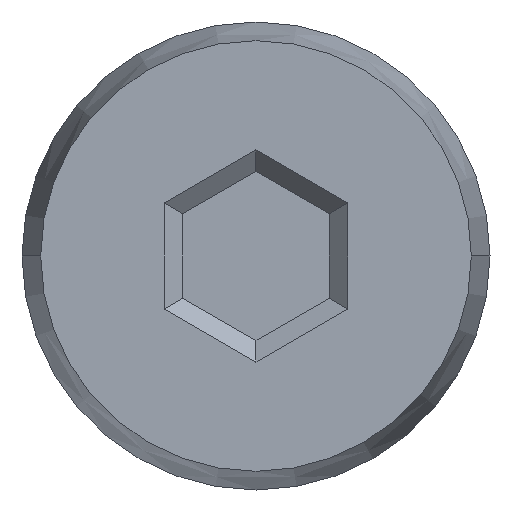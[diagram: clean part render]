
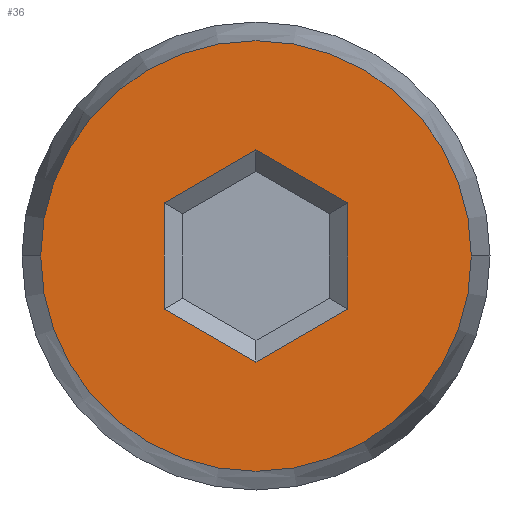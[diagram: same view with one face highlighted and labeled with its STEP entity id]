
A CAD part, left-side view. The second image highlights one B-rep face of the part: STEP entity #36.
In plain terms, the highlighted planar face has unit normal (-1, 0, 0).
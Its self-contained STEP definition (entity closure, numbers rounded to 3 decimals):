
#28 = ORIENTED_EDGE ( 'NONE', *, *, #94, .F. ) ;
#29 = ORIENTED_EDGE ( 'NONE', *, *, #59, .F. ) ;
#31 = EDGE_CURVE ( 'NONE', #65, #40, #182, .T. ) ;
#36 = ADVANCED_FACE ( 'NONE', ( #391, #390 ), #440, .T. ) ;
#37 = VERTEX_POINT ( 'NONE', #435 ) ;
#40 = VERTEX_POINT ( 'NONE', #490 ) ;
#46 = EDGE_CURVE ( 'NONE', #40, #37, #540, .T. ) ;
#50 = ORIENTED_EDGE ( 'NONE', *, *, #31, .T. ) ;
#54 = EDGE_LOOP ( 'NONE', ( #28, #29 ) ) ;
#57 = VERTEX_POINT ( 'NONE', #471 ) ;
#59 = EDGE_CURVE ( 'NONE', #96, #95, #470, .T. ) ;
#61 = ORIENTED_EDGE ( 'NONE', *, *, #66, .T. ) ;
#64 = ORIENTED_EDGE ( 'NONE', *, *, #85, .T. ) ;
#65 = VERTEX_POINT ( 'NONE', #463 ) ;
#66 = EDGE_CURVE ( 'NONE', #37, #80, #462, .T. ) ;
#67 = ORIENTED_EDGE ( 'NONE', *, *, #46, .T. ) ;
#69 = VERTEX_POINT ( 'NONE', #458 ) ;
#70 = EDGE_LOOP ( 'NONE', ( #61, #64, #73, #82, #50, #67 ) ) ;
#73 = ORIENTED_EDGE ( 'NONE', *, *, #74, .T. ) ;
#74 = EDGE_CURVE ( 'NONE', #57, #69, #456, .T. ) ;
#80 = VERTEX_POINT ( 'NONE', #362 ) ;
#81 = EDGE_CURVE ( 'NONE', #69, #65, #361, .T. ) ;
#82 = ORIENTED_EDGE ( 'NONE', *, *, #81, .T. ) ;
#85 = EDGE_CURVE ( 'NONE', #80, #57, #425, .T. ) ;
#94 = EDGE_CURVE ( 'NONE', #95, #96, #420, .T. ) ;
#95 = VERTEX_POINT ( 'NONE', #415 ) ;
#96 = VERTEX_POINT ( 'NONE', #518 ) ;
#179 = DIRECTION ( 'NONE',  ( 0., -0.866, -0.5 ) ) ;
#180 = VECTOR ( 'NONE', #179, 1000. ) ;
#181 = CARTESIAN_POINT ( 'NONE',  ( -14.401, 1.623, -0.172 ) ) ;
#182 = LINE ( 'NONE', #181, #180 ) ;
#358 = DIRECTION ( 'NONE',  ( 0., -0.866, 0.5 ) ) ;
#359 = VECTOR ( 'NONE', #358, 1000. ) ;
#360 = CARTESIAN_POINT ( 'NONE',  ( -14.401, 2.869, 0.401 ) ) ;
#361 = LINE ( 'NONE', #360, #359 ) ;
#362 = CARTESIAN_POINT ( 'NONE',  ( -14.401, 2.742, -2.404 ) ) ;
#390 = FACE_OUTER_BOUND ( 'NONE', #54, .T. ) ;
#391 = FACE_BOUND ( 'NONE', #70, .T. ) ;
#415 = CARTESIAN_POINT ( 'NONE',  ( -14.401, 5.663, -0.965 ) ) ;
#416 = DIRECTION ( 'NONE',  ( 0., 1., 0. ) ) ;
#417 = DIRECTION ( 'NONE',  ( 1., 0., 0. ) ) ;
#418 = CARTESIAN_POINT ( 'NONE',  ( -14.401, 2.742, -0.965 ) ) ;
#419 = AXIS2_PLACEMENT_3D ( 'NONE', #418, #417, #416 ) ;
#420 = CIRCLE ( 'NONE', #419, 2.921 ) ;
#422 = DIRECTION ( 'NONE',  ( 0., 0.866, 0.5 ) ) ;
#423 = VECTOR ( 'NONE', #422, 1000. ) ;
#424 = CARTESIAN_POINT ( 'NONE',  ( -14.401, 3.861, -1.758 ) ) ;
#425 = LINE ( 'NONE', #424, #423 ) ;
#435 = CARTESIAN_POINT ( 'NONE',  ( -14.401, 1.496, -1.685 ) ) ;
#436 = DIRECTION ( 'NONE',  ( 0., -1., 0. ) ) ;
#437 = DIRECTION ( 'NONE',  ( -1., 0., 0. ) ) ;
#438 = CARTESIAN_POINT ( 'NONE',  ( -14.401, 2.742, -0.965 ) ) ;
#439 = AXIS2_PLACEMENT_3D ( 'NONE', #438, #437, #436 ) ;
#440 = PLANE ( 'NONE',  #439 ) ;
#453 = DIRECTION ( 'NONE',  ( 0., 0., 1. ) ) ;
#454 = VECTOR ( 'NONE', #453, 1000. ) ;
#455 = CARTESIAN_POINT ( 'NONE',  ( -14.401, 3.988, -0.392 ) ) ;
#456 = LINE ( 'NONE', #455, #454 ) ;
#458 = CARTESIAN_POINT ( 'NONE',  ( -14.401, 3.988, -0.246 ) ) ;
#459 = DIRECTION ( 'NONE',  ( 0., 0.866, -0.5 ) ) ;
#460 = VECTOR ( 'NONE', #459, 1000. ) ;
#461 = CARTESIAN_POINT ( 'NONE',  ( -14.401, 2.615, -2.331 ) ) ;
#462 = LINE ( 'NONE', #461, #460 ) ;
#463 = CARTESIAN_POINT ( 'NONE',  ( -14.401, 2.742, 0.474 ) ) ;
#466 = DIRECTION ( 'NONE',  ( 0., 1., 0. ) ) ;
#467 = DIRECTION ( 'NONE',  ( 1., 0., 0. ) ) ;
#468 = CARTESIAN_POINT ( 'NONE',  ( -14.401, 2.742, -0.965 ) ) ;
#469 = AXIS2_PLACEMENT_3D ( 'NONE', #468, #467, #466 ) ;
#470 = CIRCLE ( 'NONE', #469, 2.921 ) ;
#471 = CARTESIAN_POINT ( 'NONE',  ( -14.401, 3.988, -1.685 ) ) ;
#490 = CARTESIAN_POINT ( 'NONE',  ( -14.401, 1.496, -0.246 ) ) ;
#518 = CARTESIAN_POINT ( 'NONE',  ( -14.401, -0.179, -0.965 ) ) ;
#537 = DIRECTION ( 'NONE',  ( 0., 0., -1. ) ) ;
#538 = VECTOR ( 'NONE', #537, 1000. ) ;
#539 = CARTESIAN_POINT ( 'NONE',  ( -14.401, 1.496, -1.538 ) ) ;
#540 = LINE ( 'NONE', #539, #538 ) ;
